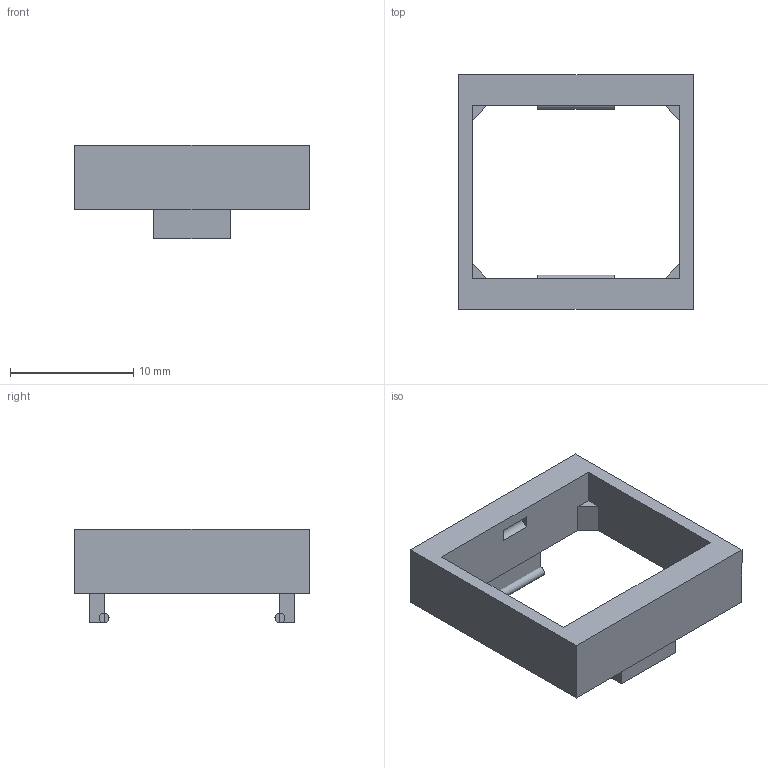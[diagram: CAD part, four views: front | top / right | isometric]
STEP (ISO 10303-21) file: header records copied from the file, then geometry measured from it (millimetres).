
FILE_DESCRIPTION(('STEP AP214'),'1');
FILE_NAME('socket_pcb.stp','2025-09-21T12:06:14',(' '),(' '),'Spatial InterOp 3D',' ',' ');
FILE_SCHEMA(('AUTOMOTIVE_DESIGN { 1 0 10303 214 1 1 1 1 }'));
Length unit declared in the file: metre
Products named in the file (6): socket_pcb; Encoders.7; Socket PCB; Socket PCB Geometry; Hooks; Finished
Assembly tree (5 placements, depth 4):
  socket_pcb
    Encoders.7
    Finished
      Socket PCB
        Socket PCB Geometry
        Hooks
Bounding box: 19.05 x 19.05 x 7.6 mm (x, y, z)
Volume: 711.1 mm3; surface area: 1115.4 mm2
Topology: 5 solids, 5 shells, 42 faces, 90 edges, 60 vertices
Faces by surface type: plane 38, cylinder 4
Full cylindrical faces by diameter (mm): 0.8 x2
Entity records: 1631 total; most frequent: CARTESIAN_POINT 198, DIRECTION 196, ORIENTED_EDGE 176, EDGE_CURVE 88, LINE 80, VECTOR 80, VERTEX_POINT 60, AXIS2_PLACEMENT_3D 58
